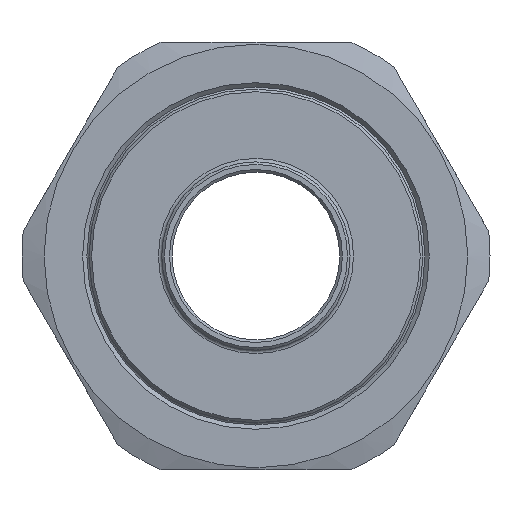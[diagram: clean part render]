
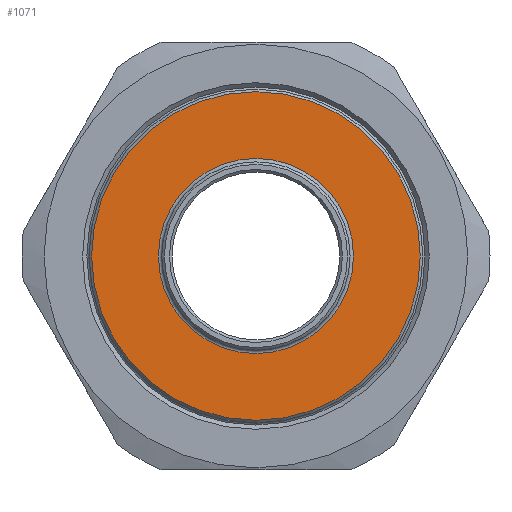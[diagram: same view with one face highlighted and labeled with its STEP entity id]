
A CAD part, left-side view. The second image highlights one B-rep face of the part: STEP entity #1071.
In plain terms, the highlighted planar face has unit normal (-1, 0, 0).
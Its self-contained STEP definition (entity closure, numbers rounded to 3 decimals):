
#56=FACE_BOUND('',#248,.T.);
#113=PLANE('',#1292);
#171=FACE_OUTER_BOUND('',#247,.T.);
#247=EDGE_LOOP('',(#958));
#248=EDGE_LOOP('',(#959));
#428=CIRCLE('',#1290,11.4);
#430=CIRCLE('',#1293,19.2);
#530=VERTEX_POINT('',#2002);
#531=VERTEX_POINT('',#2007);
#675=EDGE_CURVE('',#530,#530,#428,.T.);
#677=EDGE_CURVE('',#531,#531,#430,.T.);
#958=ORIENTED_EDGE('',*,*,#677,.F.);
#959=ORIENTED_EDGE('',*,*,#675,.F.);
#1071=ADVANCED_FACE('',(#171,#56),#113,.T.);
#1290=AXIS2_PLACEMENT_3D('',#2004,#1632,#1633);
#1292=AXIS2_PLACEMENT_3D('',#2006,#1636,#1637);
#1293=AXIS2_PLACEMENT_3D('',#2008,#1638,#1639);
#1632=DIRECTION('center_axis',(-1.,0.,0.));
#1633=DIRECTION('ref_axis',(0.,-1.,0.));
#1636=DIRECTION('center_axis',(-1.,0.,0.));
#1637=DIRECTION('ref_axis',(0.,0.,1.));
#1638=DIRECTION('center_axis',(1.,0.,0.));
#1639=DIRECTION('ref_axis',(0.,-1.,0.));
#2002=CARTESIAN_POINT('',(-12.5,0.,11.4));
#2004=CARTESIAN_POINT('Origin',(-12.5,0.,0.));
#2006=CARTESIAN_POINT('Origin',(-12.5,19.5,0.));
#2007=CARTESIAN_POINT('',(-12.5,19.2,0.));
#2008=CARTESIAN_POINT('Origin',(-12.5,0.,0.));
